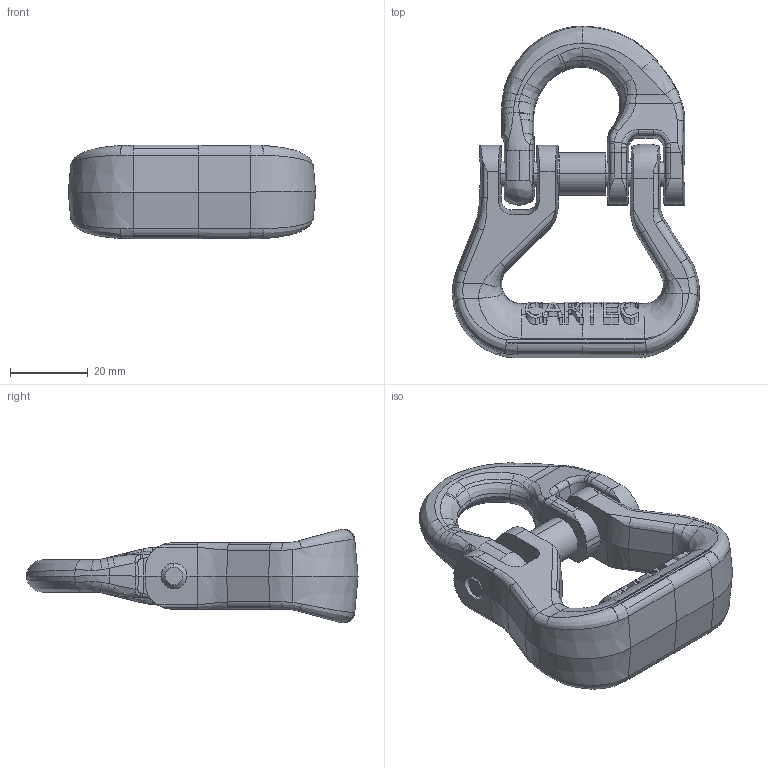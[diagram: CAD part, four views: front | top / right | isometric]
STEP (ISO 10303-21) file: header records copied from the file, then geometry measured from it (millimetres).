
FILE_DESCRIPTION(('STEP AP214'),'1');
FILE_NAME('cls_08.stp','2017-10-05T08:06:42',('TraceParts'),('TraceParts S.A.'),'Spatial InterOp 3D',' ',' ');
FILE_SCHEMA(('automotive_design'));
Length unit declared in the file: millimetre
Products named in the file (3): cls_08_1; cls_08_2; cls_08_3
Bounding box: 63.49 x 85.25 x 24 mm (x, y, z)
Volume: 38947.4 mm3; surface area: 14749.8 mm2
Topology: 3 solids, 3 shells, 515 faces, 1323 edges, 806 vertices
Faces by surface type: bspline 281, cylinder 100, plane 100, cone 30, torus 4
Entity records: 40573 total; most frequent: CARTESIAN_POINT 25699, ORIENTED_EDGE 2640, DIRECTION 1656, EDGE_CURVE 1320, VERTEX_POINT 806, AXIS2_PLACEMENT_3D 628, B_SPLINE_CURVE_WITH_KNOTS 529, EDGE_LOOP 522
